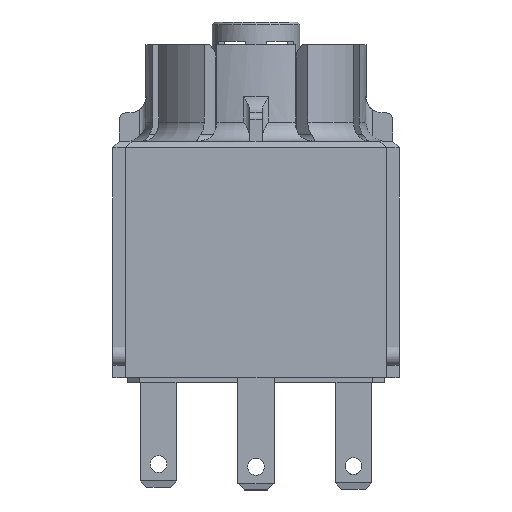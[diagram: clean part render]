
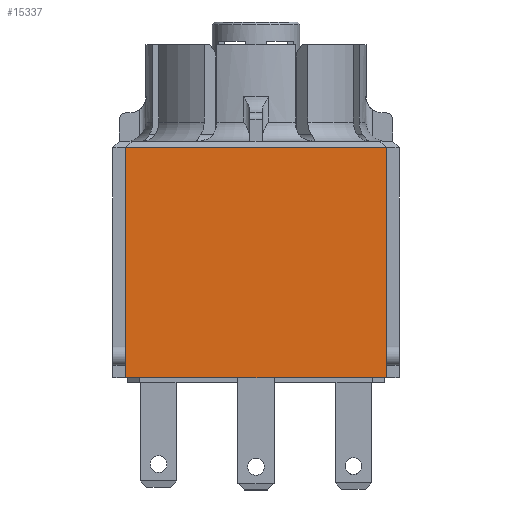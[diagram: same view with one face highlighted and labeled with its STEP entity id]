
A CAD part, front view. The second image highlights one B-rep face of the part: STEP entity #15337.
In plain terms, the highlighted planar face has unit normal (0, -1, 0).
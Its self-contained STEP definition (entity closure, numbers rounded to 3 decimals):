
#1563=FACE_OUTER_BOUND('',#2409,.T.);
#2409=EDGE_LOOP('',(#12140,#12141,#12142,#12143,#12144,#12145));
#3645=LINE('',#22680,#5213);
#3682=LINE('',#22762,#5250);
#3683=LINE('',#22767,#5251);
#3689=LINE('',#22809,#5257);
#3690=LINE('',#22810,#5258);
#3735=LINE('',#22916,#5303);
#5213=VECTOR('',#18404,10.);
#5250=VECTOR('',#18481,10.);
#5251=VECTOR('',#18486,10.);
#5257=VECTOR('',#18548,10.);
#5258=VECTOR('',#18549,10.);
#5303=VECTOR('',#18674,10.);
#6722=VERTEX_POINT('',#22672);
#6724=VERTEX_POINT('',#22678);
#6749=VERTEX_POINT('',#22761);
#6751=VERTEX_POINT('',#22766);
#6755=VERTEX_POINT('',#22792);
#6759=VERTEX_POINT('',#22807);
#8588=EDGE_CURVE('',#6724,#6722,#3645,.T.);
#8629=EDGE_CURVE('',#6749,#6722,#3682,.T.);
#8632=EDGE_CURVE('',#6751,#6749,#3683,.T.);
#8653=EDGE_CURVE('',#6759,#6755,#3689,.T.);
#8654=EDGE_CURVE('',#6755,#6724,#3690,.T.);
#8707=EDGE_CURVE('',#6759,#6751,#3735,.T.);
#12140=ORIENTED_EDGE('',*,*,#8588,.F.);
#12141=ORIENTED_EDGE('',*,*,#8654,.F.);
#12142=ORIENTED_EDGE('',*,*,#8653,.F.);
#12143=ORIENTED_EDGE('',*,*,#8707,.T.);
#12144=ORIENTED_EDGE('',*,*,#8632,.T.);
#12145=ORIENTED_EDGE('',*,*,#8629,.T.);
#14741=PLANE('',#16372);
#15337=ADVANCED_FACE('',(#1563),#14741,.T.);
#16372=AXIS2_PLACEMENT_3D('',#22955,#18720,#18721);
#18404=DIRECTION('',(1.,0.,0.));
#18481=DIRECTION('',(0.,0.,1.));
#18486=DIRECTION('',(0.,0.,1.));
#18548=DIRECTION('',(0.,0.,1.));
#18549=DIRECTION('',(0.,0.,1.));
#18674=DIRECTION('',(1.,0.,0.));
#18720=DIRECTION('center_axis',(0.,-1.,0.));
#18721=DIRECTION('ref_axis',(0.,0.,
-1.));
#22672=CARTESIAN_POINT('',(10.1,-11.1,18.2));
#22678=CARTESIAN_POINT('',(-10.1,-11.1,18.2));
#22680=CARTESIAN_POINT('',(0.,-11.1,18.2));
#22761=CARTESIAN_POINT('',(10.1,-11.1,2.09));
#22762=CARTESIAN_POINT('',(10.1,-11.1,0.4));
#22766=CARTESIAN_POINT('',(10.1,-11.1,0.4));
#22767=CARTESIAN_POINT('',(10.1,-11.1,0.4));
#22792=CARTESIAN_POINT('',(-10.1,-11.1,2.09));
#22807=CARTESIAN_POINT('',(-10.1,-11.1,0.4));
#22809=CARTESIAN_POINT('',(-10.1,-11.1,0.4));
#22810=CARTESIAN_POINT('',(-10.1,-11.1,0.4));
#22916=CARTESIAN_POINT('',(-10.1,-11.1,0.4));
#22955=CARTESIAN_POINT('Origin',(0.,-11.1,0.4));
